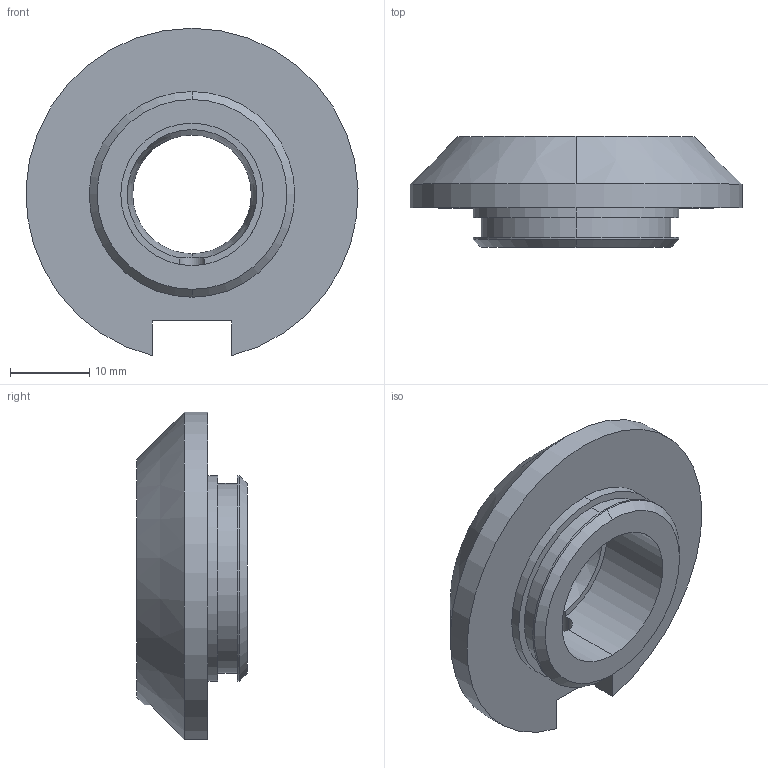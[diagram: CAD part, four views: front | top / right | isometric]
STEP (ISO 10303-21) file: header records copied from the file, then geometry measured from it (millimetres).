
FILE_DESCRIPTION (( 'STEP AP214' ), '1' );
FILE_NAME ('PAN3.2-USI-017-A-Platine.STEP', '2022-08-04T09:58:13', ( '' ), ( '' ), 'SwSTEP 2.0', 'SolidWorks 2021', '' );
FILE_SCHEMA (( 'AUTOMOTIVE_DESIGN' ));
Length unit declared in the file: millimetre
Products named in the file (1): PAN3.2-USI-017-A-Platine
Bounding box: 41.97 x 14 x 41.4 mm (x, y, z)
Volume: 9115.9 mm3; surface area: 4359.3 mm2
Topology: 1 solids, 1 shells, 28 faces, 68 edges, 44 vertices
Faces by surface type: cylinder 13, plane 9, cone 6
Entity records: 941 total; most frequent: CARTESIAN_POINT 207, DIRECTION 147, ORIENTED_EDGE 136, EDGE_CURVE 68, AXIS2_PLACEMENT_3D 60, VERTEX_POINT 44, EDGE_LOOP 34, CIRCLE 31
